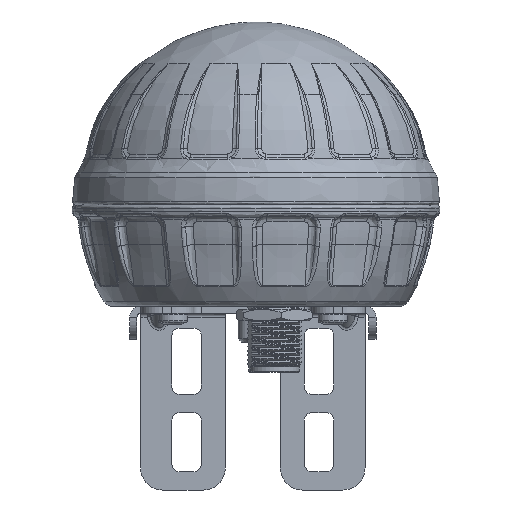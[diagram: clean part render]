
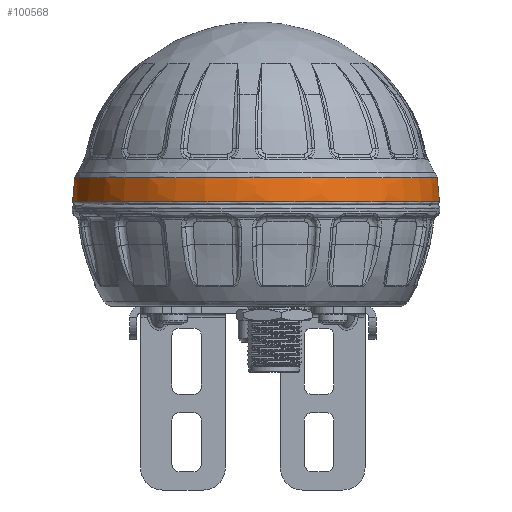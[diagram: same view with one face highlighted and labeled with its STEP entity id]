
A CAD part, front view. The second image highlights one B-rep face of the part: STEP entity #100568.
In plain terms, the highlighted free-form (B-spline) face has degree [3, 3] with [4, 7] control points.
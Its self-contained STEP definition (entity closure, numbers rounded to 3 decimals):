
#2993 = CARTESIAN_POINT ( 'NONE',  ( -49.936, -99.871, 3.336 ) ) ;
#3687 = FACE_OUTER_BOUND ( 'NONE', #59606, .T. ) ;
#8330 = VERTEX_POINT ( 'NONE', #108767 ) ;
#13675 = CARTESIAN_POINT ( 'NONE',  ( -49.986, -99.973, 1.171 ) ) ;
#13912 = AXIS2_PLACEMENT_3D ( 'NONE', #30846, #51512, #84938 ) ;
#15102 = CARTESIAN_POINT ( 'NONE',  ( -49.986, 0., 1.171 ) ) ;
#25131 = CARTESIAN_POINT ( 'NONE',  ( 49.986, 0., 1.171 ) ) ;
#27249 = CARTESIAN_POINT ( 'NONE',  ( 49.745, 0., 5.493 ) ) ;
#27973 = CARTESIAN_POINT ( 'NONE',  ( -49.745, 0., 5.493 ) ) ;
#30846 = CARTESIAN_POINT ( 'NONE',  ( 0., 0., 1.171 ) ) ;
#35516 = DIRECTION ( 'NONE',  ( 0., 0., -1. ) ) ;
#35803 = CARTESIAN_POINT ( 'NONE',  ( -49.414, 0., 7.633 ) ) ;
#36482 = CARTESIAN_POINT ( 'NONE',  ( 49.936, -99.871, 3.336 ) ) ;
#37195 = CARTESIAN_POINT ( 'NONE',  ( -49.414, -98.828, 7.633 ) ) ;
#38352 = EDGE_CURVE ( 'NONE', #8330, #8330, #53286, .T. ) ;
#39364 = CARTESIAN_POINT ( 'NONE',  ( 49.986, 0., 1.171 ) ) ;
#42433 = ORIENTED_EDGE ( 'NONE', *, *, #38352, .T. ) ;
#46510 = CARTESIAN_POINT ( 'NONE',  ( -49.936, 0., 3.336 ) ) ;
#47210 = CARTESIAN_POINT ( 'NONE',  ( -49.414, 98.828, 7.633 ) ) ;
#48624 = CARTESIAN_POINT ( 'NONE',  ( 49.986, 99.973, 1.171 ) ) ;
#51512 = DIRECTION ( 'NONE',  ( 0., 0., -1. ) ) ;
#53286 = CIRCLE ( 'NONE', #64640, 49.414 ) ;
#57197 = CARTESIAN_POINT ( 'NONE',  ( 49.414, 0., 7.633 ) ) ;
#59606 = EDGE_LOOP ( 'NONE', ( #42433 ) ) ;
#60002 = FACE_OUTER_BOUND ( 'NONE', #106788, .T. ) ;
#64640 = AXIS2_PLACEMENT_3D ( 'NONE', #110381, #35516, #132438 ) ;
#68546 = CARTESIAN_POINT ( 'NONE',  ( -49.986, 99.973, 1.171 ) ) ;
#79249 = CARTESIAN_POINT ( 'NONE',  ( -49.745, 99.489, 5.493 ) ) ;
#79950 = CARTESIAN_POINT ( 'NONE',  ( 49.936, 99.871, 3.336 ) ) ;
#81365 = CARTESIAN_POINT ( 'NONE',  ( 49.414, -98.828, 7.633 ) ) ;
#82065 = CARTESIAN_POINT ( 'NONE',  ( -49.414, 0., 7.633 ) ) ;
#83511 = VERTEX_POINT ( 'NONE', #39364 ) ;
#84938 = DIRECTION ( 'NONE',  ( 1., 0., 0. ) ) ;
#90642 = CARTESIAN_POINT ( 'NONE',  ( 49.745, -99.489, 5.493 ) ) ;
#91738 =( BOUNDED_SURFACE ( )  B_SPLINE_SURFACE ( 3, 3, ( 
 ( #35803, #37195, #81365, #57197, #103463, #47210, #82065 ),
 ( #125562, #113472, #90642, #27249, #122767, #79249, #27973 ),
 ( #102748, #2993, #36482, #100658, #79950, #111366, #46510 ),
 ( #123465, #13675, #112782, #25131, #48624, #68546, #15102 ) ),
 .UNSPECIFIED., .F., .T., .F. ) 
 B_SPLINE_SURFACE_WITH_KNOTS ( ( 4, 4 ),
 ( 4, 3, 4 ),
 ( 0., 1. ),
 ( 0., 0.5, 1. ),
 .UNSPECIFIED. ) 
 GEOMETRIC_REPRESENTATION_ITEM ( )  RATIONAL_B_SPLINE_SURFACE ( (
 ( 1., 0.333, 0.333, 1., 0.333, 0.333, 1.),
 ( 0.999, 0.333, 0.333, 0.999, 0.333, 0.333, 0.999),
 ( 0.999, 0.333, 0.333, 0.999, 0.333, 0.333, 0.999),
 ( 1., 0.333, 0.333, 1., 0.333, 0.333, 1.) ) ) 
 REPRESENTATION_ITEM ( '' )  SURFACE ( )  );
#100568 = ADVANCED_FACE ( 'NONE', ( #3687, #60002 ), #91738, .T. ) ;
#100658 = CARTESIAN_POINT ( 'NONE',  ( 49.936, 0., 3.336 ) ) ;
#102748 = CARTESIAN_POINT ( 'NONE',  ( -49.936, 0., 3.336 ) ) ;
#103463 = CARTESIAN_POINT ( 'NONE',  ( 49.414, 98.828, 7.633 ) ) ;
#106788 = EDGE_LOOP ( 'NONE', ( #136022 ) ) ;
#108767 = CARTESIAN_POINT ( 'NONE',  ( -49.414, 0., 7.633 ) ) ;
#110381 = CARTESIAN_POINT ( 'NONE',  ( 0., 0., 7.633 ) ) ;
#111366 = CARTESIAN_POINT ( 'NONE',  ( -49.936, 99.871, 3.336 ) ) ;
#112782 = CARTESIAN_POINT ( 'NONE',  ( 49.986, -99.973, 1.171 ) ) ;
#113472 = CARTESIAN_POINT ( 'NONE',  ( -49.745, -99.489, 5.493 ) ) ;
#116438 = CIRCLE ( 'NONE', #13912, 49.986 ) ;
#122767 = CARTESIAN_POINT ( 'NONE',  ( 49.745, 99.489, 5.493 ) ) ;
#123465 = CARTESIAN_POINT ( 'NONE',  ( -49.986, 0., 1.171 ) ) ;
#125562 = CARTESIAN_POINT ( 'NONE',  ( -49.745, 0., 5.493 ) ) ;
#132438 = DIRECTION ( 'NONE',  ( -1., 0., 0. ) ) ;
#133006 = EDGE_CURVE ( 'NONE', #83511, #83511, #116438, .T. ) ;
#136022 = ORIENTED_EDGE ( 'NONE', *, *, #133006, .F. ) ;
